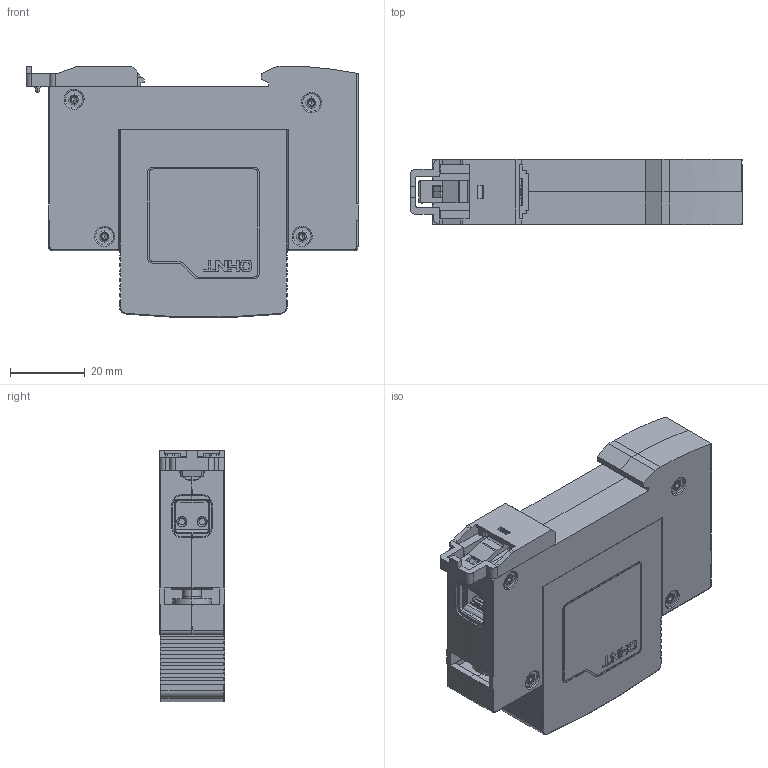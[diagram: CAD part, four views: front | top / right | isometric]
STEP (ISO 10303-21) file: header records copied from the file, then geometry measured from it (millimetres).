
FILE_DESCRIPTION((''),'2;1');
FILE_NAME('NU6-IIG_1P2020100001_ASM','2023-07-24T12:56:10',('wanghy1'),(''),'CREO PARAMETRIC BY PTC INC, 2020044','CREO PARAMETRIC BY PTC INC, 2020044','');
FILE_SCHEMA(('CONFIG_CONTROL_DESIGN','SHAPE_APPEARANCE_LAYERS_GROUPS'));
Products named in the file (2): NU6-IIG_1P20230718_1_ASM; NU6-IIG_1P2020100001_ASM
Assembly tree (1 placements, depth 2):
  NU6-IIG_1P2020100001_ASM
    NU6-IIG_1P20230718_1_ASM
Bounding box: 89.1 x 17.5 x 67.57 mm (x, y, z)
Surface area: 45605.7 mm2 (no closed solid volume)
Topology: 0 solids, 24 shells, 2525 faces, 7236 edges, 4718 vertices
Faces by surface type: plane 1707, cylinder 646, torus 118, cone 42, sphere 8, bspline 4
Entity records: 87673 total; most frequent: CARTESIAN_POINT 15498, ORIENTED_EDGE 14162, DIRECTION 13859, EDGE_CURVE 7220, VECTOR 5283, LINE 5283, VERTEX_POINT 4718, AXIS2_PLACEMENT_3D 4288
